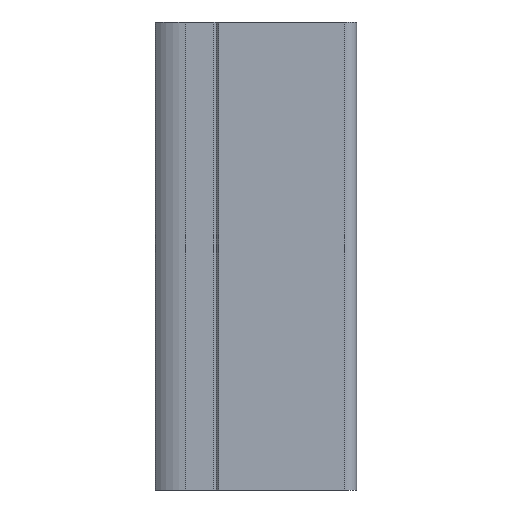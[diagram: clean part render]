
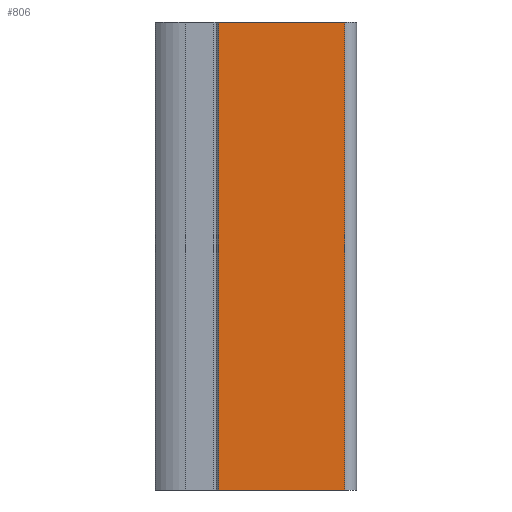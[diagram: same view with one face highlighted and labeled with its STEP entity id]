
A CAD part, left-side view. The second image highlights one B-rep face of the part: STEP entity #806.
In plain terms, the highlighted planar face has unit normal (-1, 0, 0).
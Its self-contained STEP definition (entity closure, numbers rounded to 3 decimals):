
#38=PLANE($,#886);
#78=FACE_OUTER_BOUND($,#119,.T.);
#119=EDGE_LOOP($,(#706,#707,#708,#709));
#174=LINE($,#1177,#255);
#191=LINE($,#1239,#272);
#237=LINE($,#1358,#318);
#238=LINE($,#1360,#319);
#255=VECTOR($,#940,26.999);
#272=VECTOR($,#987,100.);
#318=VECTOR($,#1119,100.);
#319=VECTOR($,#1122,26.999);
#336=VERTEX_POINT($,#1175);
#337=VERTEX_POINT($,#1176);
#367=VERTEX_POINT($,#1238);
#397=VERTEX_POINT($,#1356);
#422=EDGE_CURVE($,#336,#337,#174,.T.);
#453=EDGE_CURVE($,#367,#337,#191,.T.);
#513=EDGE_CURVE($,#336,#397,#237,.T.);
#514=EDGE_CURVE($,#367,#397,#238,.T.);
#706=ORIENTED_EDGE($,*,*,#513,.T.);
#707=ORIENTED_EDGE($,*,*,#514,.F.);
#708=ORIENTED_EDGE($,*,*,#453,.T.);
#709=ORIENTED_EDGE($,*,*,#422,.F.);
#806=ADVANCED_FACE($,(#78),#38,.T.);
#886=AXIS2_PLACEMENT_3D($,#1359,#1120,#1121);
#940=DIRECTION($,(0.,1.,0.));
#987=DIRECTION($,(0.,0.,-1.));
#1119=DIRECTION($,(0.,0.,1.));
#1120=DIRECTION('center_axis',(-1.,0.,0.));
#1121=DIRECTION('ref_axis',(0.,-1.,0.));
#1122=DIRECTION($,(0.,-1.,0.));
#1175=CARTESIAN_POINT('',(-15.,-12.5,-50.));
#1176=CARTESIAN_POINT('',(-15.,14.499,-50.));
#1177=CARTESIAN_POINT($,(-15.,14.499,-50.));
#1238=CARTESIAN_POINT('',(-15.,14.499,50.));
#1239=CARTESIAN_POINT($,(-15.,14.499,0.));
#1356=CARTESIAN_POINT('',(-15.,-12.5,50.));
#1358=CARTESIAN_POINT($,(-15.,-12.5,0.));
#1359=CARTESIAN_POINT('Origin',(-15.,14.499,0.));
#1360=CARTESIAN_POINT($,(-15.,14.499,50.));
